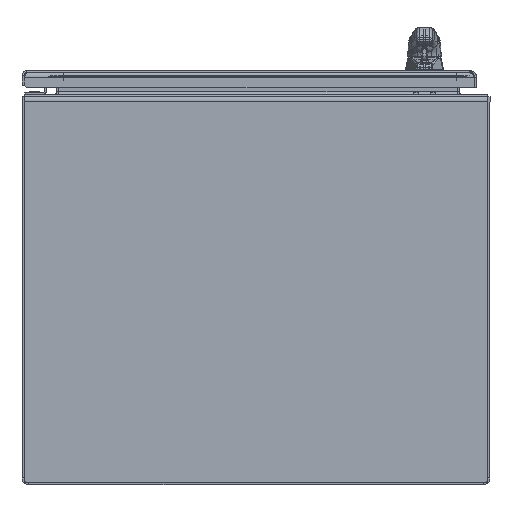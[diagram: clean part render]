
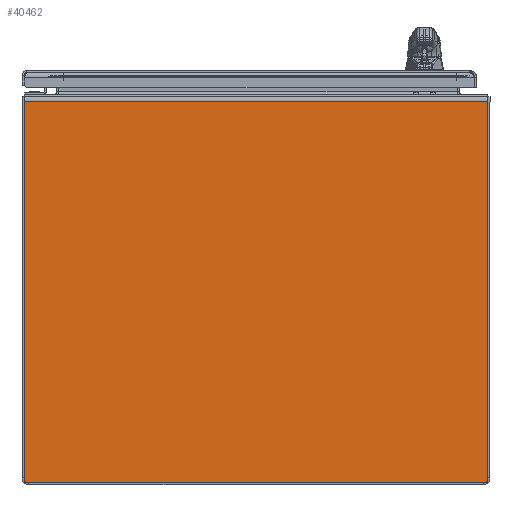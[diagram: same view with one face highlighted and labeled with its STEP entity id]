
A CAD part, front view. The second image highlights one B-rep face of the part: STEP entity #40462.
In plain terms, the highlighted face is planar.
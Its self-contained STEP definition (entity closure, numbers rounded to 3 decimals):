
#2286=PLANE('',#44011);
#3324=FACE_OUTER_BOUND('',#5855,.T.);
#5855=EDGE_LOOP('',(#27461,#27462,#27463,#27464));
#8681=LINE('',#62373,#11633);
#8687=LINE('',#62391,#11639);
#8690=LINE('',#62397,#11642);
#8691=LINE('',#62398,#11643);
#11633=VECTOR('',#49562,0.394);
#11639=VECTOR('',#49586,0.394);
#11642=VECTOR('',#49591,0.394);
#11643=VECTOR('',#49592,0.394);
#16945=VERTEX_POINT('',#62370);
#16946=VERTEX_POINT('',#62372);
#16949=VERTEX_POINT('',#62390);
#16951=VERTEX_POINT('',#62396);
#20888=EDGE_CURVE('',#16946,#16945,#8681,.T.);
#20897=EDGE_CURVE('',#16946,#16949,#8687,.T.);
#20900=EDGE_CURVE('',#16951,#16945,#8690,.T.);
#20901=EDGE_CURVE('',#16949,#16951,#8691,.T.);
#27461=ORIENTED_EDGE('',*,*,#20888,.T.);
#27462=ORIENTED_EDGE('',*,*,#20900,.F.);
#27463=ORIENTED_EDGE('',*,*,#20901,.F.);
#27464=ORIENTED_EDGE('',*,*,#20897,.F.);
#40462=ADVANCED_FACE('',(#3324),#2286,.T.);
#44011=AXIS2_PLACEMENT_3D('',#62395,#49589,#49590);
#49562=DIRECTION('',(0.,1.,0.));
#49586=DIRECTION('',(-1.,0.,0.));
#49589=DIRECTION('center_axis',(0.,0.,1.));
#49590=DIRECTION('ref_axis',(1.,0.,0.));
#49591=DIRECTION('',(1.,0.,0.));
#49592=DIRECTION('',(0.,1.,0.));
#62370=CARTESIAN_POINT('',(9.708,11.959,0.104));
#62372=CARTESIAN_POINT('',(9.708,-11.959,0.104));
#62373=CARTESIAN_POINT('',(9.708,-5.979,0.104));
#62390=CARTESIAN_POINT('',(-9.959,-11.959,0.104));
#62391=CARTESIAN_POINT('',(9.959,-11.959,0.104));
#62395=CARTESIAN_POINT('Origin',(0.,0.,0.104));
#62396=CARTESIAN_POINT('',(-9.959,11.959,0.104));
#62397=CARTESIAN_POINT('',(-9.959,11.959,0.104));
#62398=CARTESIAN_POINT('',(-9.959,-11.959,0.104));
